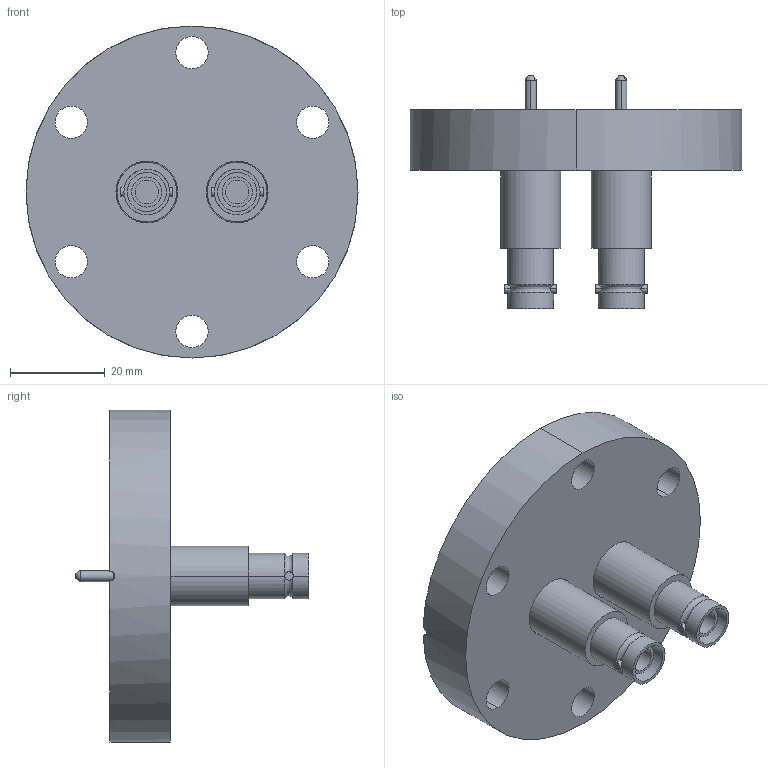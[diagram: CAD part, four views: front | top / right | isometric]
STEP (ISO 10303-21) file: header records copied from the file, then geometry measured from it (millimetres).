
FILE_DESCRIPTION (( 'STEP AP214' ), '1' );
FILE_NAME ('241-SHV-C40-2.STEP', '2019-05-15T14:19:51', ( '' ), ( '' ), 'SwSTEP 2.0', 'SolidWorks 2014', '' );
FILE_SCHEMA (( 'AUTOMOTIVE_DESIGN' ));
Length unit declared in the file: millimetre
Products named in the file (3): 241-SHV-C40-2; 241-SHV; 9418-C40-12.6-X_9418-C40-12.6-2
Assembly tree (3 placements, depth 2):
  241-SHV-C40-2
    9418-C40-12.6-X_9418-C40-12.6-2
    241-SHV  x2
Bounding box: 69.9 x 49.15 x 69.9 mm (x, y, z)
Volume: 45453.7 mm3; surface area: 20275 mm2
Topology: 9 solids, 9 shells, 128 faces, 298 edges, 196 vertices
Faces by surface type: cylinder 74, plane 34, bspline 12, cone 8
Entity records: 2945 total; most frequent: CARTESIAN_POINT 852, DIRECTION 434, ORIENTED_EDGE 386, EDGE_CURVE 193, AXIS2_PLACEMENT_3D 188, VERTEX_POINT 128, CIRCLE 106, EDGE_LOOP 105
